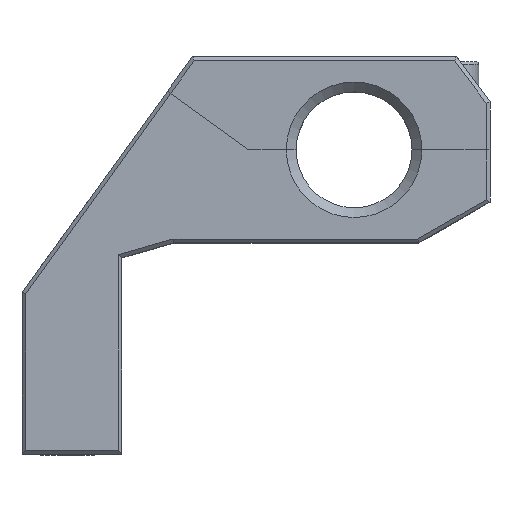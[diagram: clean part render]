
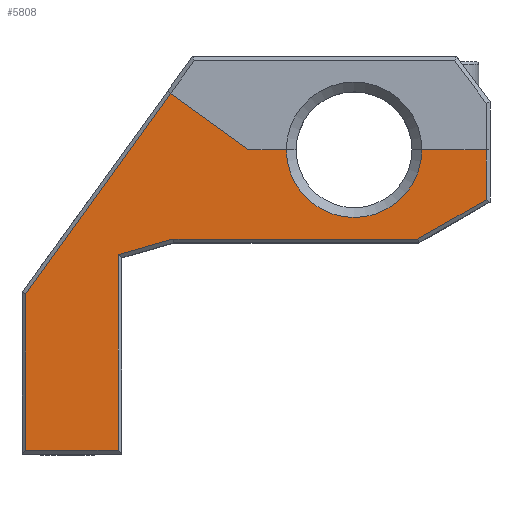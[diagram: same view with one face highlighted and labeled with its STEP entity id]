
A CAD part, top view. The second image highlights one B-rep face of the part: STEP entity #5808.
In plain terms, the highlighted face is planar.
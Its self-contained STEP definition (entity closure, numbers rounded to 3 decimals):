
#565=CIRCLE('',#6200,6.91);
#830=LINE('',#8674,#1244);
#833=LINE('',#8679,#1247);
#836=LINE('',#8685,#1250);
#837=LINE('',#8689,#1251);
#841=LINE('',#8697,#1255);
#844=LINE('',#8703,#1258);
#849=LINE('',#8712,#1263);
#861=LINE('',#8737,#1275);
#862=LINE('',#8738,#1276);
#863=LINE('',#8740,#1277);
#864=LINE('',#8743,#1278);
#1244=VECTOR('',#6805,10.);
#1247=VECTOR('',#6810,10.);
#1250=VECTOR('',#6815,10.);
#1251=VECTOR('',#6818,10.);
#1255=VECTOR('',#6824,10.);
#1258=VECTOR('',#6829,10.);
#1263=VECTOR('',#6836,10.);
#1275=VECTOR('',#6858,10.);
#1276=VECTOR('',#6859,10.);
#1277=VECTOR('',#6860,10.);
#1278=VECTOR('',#6863,10.);
#1659=PLANE('',#6199);
#1738=FACE_OUTER_BOUND('',#2073,.T.);
#2073=EDGE_LOOP('',(#4026,#4027,#4028,#4029,#4030,#4031,#4032,#4033,#4034,
#4035,#4036,#4037));
#2441=VERTEX_POINT('',#8671);
#2442=VERTEX_POINT('',#8673);
#2443=VERTEX_POINT('',#8677);
#2445=VERTEX_POINT('',#8683);
#2446=VERTEX_POINT('',#8687);
#2447=VERTEX_POINT('',#8688);
#2450=VERTEX_POINT('',#8696);
#2452=VERTEX_POINT('',#8702);
#2455=VERTEX_POINT('',#8710);
#2463=VERTEX_POINT('',#8736);
#2464=VERTEX_POINT('',#8739);
#2465=VERTEX_POINT('',#8741);
#3052=EDGE_CURVE('',#2442,#2441,#830,.T.);
#3055=EDGE_CURVE('',#2443,#2441,#833,.T.);
#3058=EDGE_CURVE('',#2445,#2443,#836,.T.);
#3059=EDGE_CURVE('',#2446,#2447,#837,.T.);
#3063=EDGE_CURVE('',#2450,#2446,#841,.T.);
#3066=EDGE_CURVE('',#2452,#2450,#844,.T.);
#3071=EDGE_CURVE('',#2455,#2452,#849,.T.);
#3083=EDGE_CURVE('',#2463,#2445,#861,.T.);
#3084=EDGE_CURVE('',#2447,#2463,#862,.T.);
#3085=EDGE_CURVE('',#2464,#2455,#863,.T.);
#3086=EDGE_CURVE('',#2464,#2465,#565,.T.);
#3087=EDGE_CURVE('',#2442,#2465,#864,.T.);
#4026=ORIENTED_EDGE('',*,*,#3055,.F.);
#4027=ORIENTED_EDGE('',*,*,#3058,.F.);
#4028=ORIENTED_EDGE('',*,*,#3083,.F.);
#4029=ORIENTED_EDGE('',*,*,#3084,.F.);
#4030=ORIENTED_EDGE('',*,*,#3059,.F.);
#4031=ORIENTED_EDGE('',*,*,#3063,.F.);
#4032=ORIENTED_EDGE('',*,*,#3066,.F.);
#4033=ORIENTED_EDGE('',*,*,#3071,.F.);
#4034=ORIENTED_EDGE('',*,*,#3085,.F.);
#4035=ORIENTED_EDGE('',*,*,#3086,.T.);
#4036=ORIENTED_EDGE('',*,*,#3087,.F.);
#4037=ORIENTED_EDGE('',*,*,#3052,.T.);
#5808=ADVANCED_FACE('',(#1738),#1659,.T.);
#6199=AXIS2_PLACEMENT_3D('',#8735,#6856,#6857);
#6200=AXIS2_PLACEMENT_3D('',#8742,#6861,#6862);
#6805=DIRECTION('',(-0.811,-0.586,0.));
#6810=DIRECTION('',(0.586,-0.811,0.));
#6815=DIRECTION('',(0.,-1.,0.));
#6818=DIRECTION('',(-0.962,0.274,0.));
#6824=DIRECTION('',(-1.,0.,0.));
#6829=DIRECTION('',(-0.867,0.499,0.));
#6836=DIRECTION('',(0.,1.,0.));
#6856=DIRECTION('center_axis',(0.,0.,
-1.));
#6857=DIRECTION('ref_axis',(-1.,0.,0.));
#6858=DIRECTION('',(-1.,0.,0.));
#6859=DIRECTION('',(0.,1.,0.));
#6860=DIRECTION('',(1.,0.,0.));
#6861=DIRECTION('center_axis',(0.,0.,
1.));
#6862=DIRECTION('ref_axis',(1.,0.,0.));
#6863=DIRECTION('',(1.,0.,0.));
#8671=CARTESIAN_POINT('',(-18.702,-14.405,63.945));
#8673=CARTESIAN_POINT('',(-10.735,-8.65,63.945));
#8674=CARTESIAN_POINT('',(-10.735,-8.65,63.945));
#8677=CARTESIAN_POINT('',(-33.468,6.038,63.945));
#8679=CARTESIAN_POINT('',(-6.693,-31.032,63.945));
#8683=CARTESIAN_POINT('',(-33.468,22.,63.945));
#8685=CARTESIAN_POINT('',(-33.468,1.9,63.945));
#8687=CARTESIAN_POINT('',(-18.471,0.45,63.945));
#8688=CARTESIAN_POINT('',(-24.075,2.048,63.945));
#8689=CARTESIAN_POINT('',(0.772,-5.037,63.945));
#8696=CARTESIAN_POINT('',(6.506,0.45,63.945));
#8697=CARTESIAN_POINT('',(12.191,0.45,63.945));
#8702=CARTESIAN_POINT('',(13.46,-3.555,63.945));
#8703=CARTESIAN_POINT('',(18.432,-6.418,63.945));
#8710=CARTESIAN_POINT('',(13.46,-8.65,63.945));
#8712=CARTESIAN_POINT('',(13.46,-13.625,63.945));
#8735=CARTESIAN_POINT('Origin',(17.77,-18.6,63.945));
#8736=CARTESIAN_POINT('',(-24.075,22.,63.945));
#8737=CARTESIAN_POINT('',(-2.953,22.,63.945));
#8738=CARTESIAN_POINT('',(-24.075,-4.4,63.945));
#8739=CARTESIAN_POINT('',(6.91,-8.65,63.945));
#8740=CARTESIAN_POINT('',(-10.735,-8.65,63.945));
#8741=CARTESIAN_POINT('',(-6.91,-8.65,63.945));
#8742=CARTESIAN_POINT('Origin',(0.,-8.65,
63.945));
#8743=CARTESIAN_POINT('',(-10.735,-8.65,63.945));
